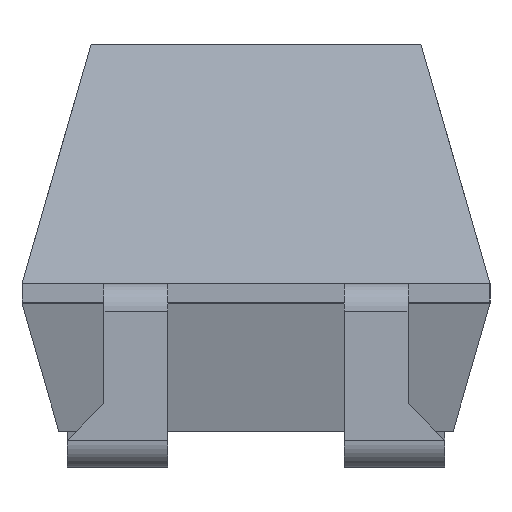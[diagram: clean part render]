
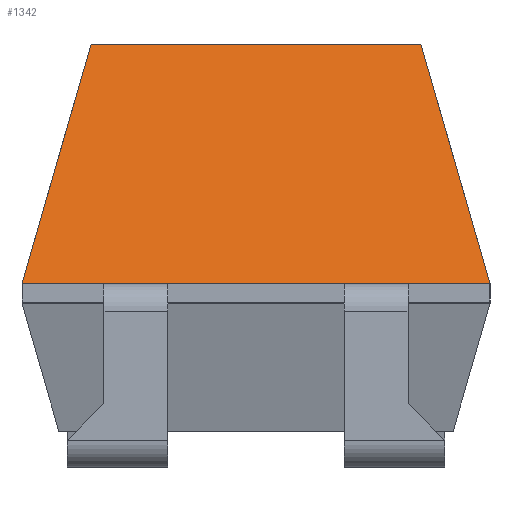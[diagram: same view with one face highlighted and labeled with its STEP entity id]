
A CAD part, front view. The second image highlights one B-rep face of the part: STEP entity #1342.
In plain terms, the highlighted planar face has unit normal (0, -0.961, 0.277).
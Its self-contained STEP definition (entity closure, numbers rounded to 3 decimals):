
#1220=CARTESIAN_POINT('',(-1.79,-5.6,4.6));
#1221=VERTEX_POINT('',#1220);
#1228=CARTESIAN_POINT('',(1.79,-5.6,4.6));
#1229=VERTEX_POINT('',#1228);
#1230=CARTESIAN_POINT('',(1.79,-5.6,4.6));
#1231=DIRECTION('',(-1.0,0.0,0.0));
#1232=VECTOR('',#1231,3.58);
#1233=LINE('',#1230,#1232);
#1234=EDGE_CURVE('',#1229,#1221,#1233,.T.);
#1259=CARTESIAN_POINT('',(-2.54,-6.35,2.0));
#1260=VERTEX_POINT('',#1259);
#1267=CARTESIAN_POINT('',(-1.79,-5.6,4.6));
#1268=DIRECTION('',(-0.267,-0.267,-0.926));
#1269=VECTOR('',#1268,2.808);
#1270=LINE('',#1267,#1269);
#1271=EDGE_CURVE('',#1221,#1260,#1270,.T.);
#1308=CARTESIAN_POINT('',(2.54,-6.35,2.0));
#1309=VERTEX_POINT('',#1308);
#1310=CARTESIAN_POINT('',(1.79,-5.6,4.6));
#1311=DIRECTION('',(0.267,-0.267,-0.926));
#1312=VECTOR('',#1311,2.808);
#1313=LINE('',#1310,#1312);
#1314=EDGE_CURVE('',#1229,#1309,#1313,.T.);
#1326=CARTESIAN_POINT('',(1.27,-5.975,3.3));
#1327=DIRECTION('',(0.,-0.961,0.277));
#1328=DIRECTION('',(0.,-0.277,-0.961));
#1329=AXIS2_PLACEMENT_3D('',#1326,#1327,#1328);
#1330=PLANE('',#1329);
#1331=CARTESIAN_POINT('',(2.54,-6.35,2.0));
#1332=DIRECTION('',(-1.0,0.0,0.0));
#1333=VECTOR('',#1332,5.08);
#1334=LINE('',#1331,#1333);
#1335=EDGE_CURVE('',#1309,#1260,#1334,.T.);
#1336=ORIENTED_EDGE('',*,*,#1335,.F.);
#1337=ORIENTED_EDGE('',*,*,#1314,.F.);
#1338=ORIENTED_EDGE('',*,*,#1234,.T.);
#1339=ORIENTED_EDGE('',*,*,#1271,.T.);
#1340=EDGE_LOOP('',(#1336,#1337,#1338,#1339));
#1341=FACE_OUTER_BOUND('',#1340,.T.);
#1342=ADVANCED_FACE('',(#1341),#1330,.T.);
